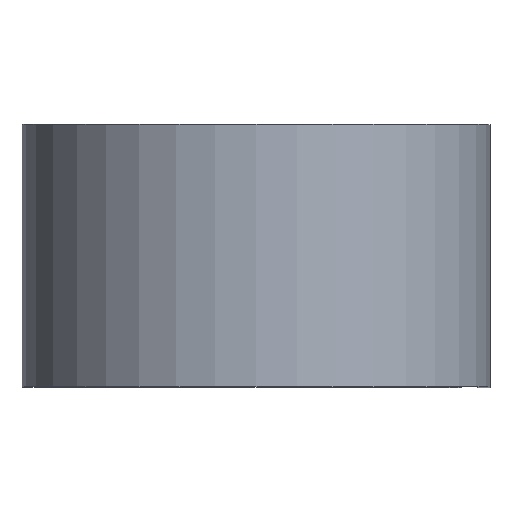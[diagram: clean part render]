
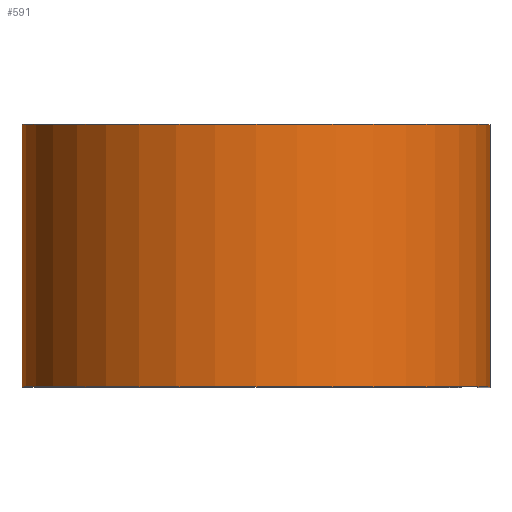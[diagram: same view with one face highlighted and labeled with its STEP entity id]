
A CAD part, top view. The second image highlights one B-rep face of the part: STEP entity #591.
In plain terms, the highlighted cylindrical face has radius 22.644 mm (diameter 45.288 mm), a partial arc.
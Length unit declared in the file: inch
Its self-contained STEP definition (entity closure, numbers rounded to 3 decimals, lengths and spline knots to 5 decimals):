
#11 = AXIS2_PLACEMENT_3D ( 'NONE', #225, #229, #231 ) ;
#15 = VERTEX_POINT ( 'NONE', #217 ) ;
#17 = ORIENTED_EDGE ( 'NONE', *, *, #354, .F. ) ;
#22 = DIRECTION ( 'NONE',  ( 0., -1., 0. ) ) ;
#29 = DIRECTION ( 'NONE',  ( 0., -1., 0. ) ) ;
#35 = VECTOR ( 'NONE', #29, 39.37008 ) ;
#62 = DIRECTION ( 'NONE',  ( 0., -1., 0. ) ) ;
#85 = CARTESIAN_POINT ( 'NONE',  ( 0.8915, 0.5, 0. ) ) ;
#173 = EDGE_CURVE ( 'NONE', #366, #424, #465, .T. ) ;
#191 = AXIS2_PLACEMENT_3D ( 'NONE', #204, #214, #248 ) ;
#193 = DIRECTION ( 'NONE',  ( 0., 0., -1. ) ) ;
#204 = CARTESIAN_POINT ( 'NONE',  ( 0., -0.5, 0. ) ) ;
#214 = DIRECTION ( 'NONE',  ( 0., 1., 0. ) ) ;
#217 = CARTESIAN_POINT ( 'NONE',  ( 0.8915, 0.5, 0. ) ) ;
#225 = CARTESIAN_POINT ( 'NONE',  ( 0., 0.5, 0. ) ) ;
#229 = DIRECTION ( 'NONE',  ( 0., 1., 0. ) ) ;
#231 = DIRECTION ( 'NONE',  ( 1., 0., 0. ) ) ;
#233 = AXIS2_PLACEMENT_3D ( 'NONE', #716, #62, #193 ) ;
#248 = DIRECTION ( 'NONE',  ( 1., 0., 0. ) ) ;
#271 = CARTESIAN_POINT ( 'NONE',  ( 0., -0.5, -0.8915 ) ) ;
#354 = EDGE_CURVE ( 'NONE', #551, #15, #615, .T. ) ;
#366 = VERTEX_POINT ( 'NONE', #271 ) ;
#424 = VERTEX_POINT ( 'NONE', #509 ) ;
#458 = EDGE_CURVE ( 'NONE', #551, #366, #655, .T. ) ;
#465 = CIRCLE ( 'NONE', #191, 0.8915 ) ;
#486 = ORIENTED_EDGE ( 'NONE', *, *, #727, .F. ) ;
#491 = EDGE_LOOP ( 'NONE', ( #605, #486, #17, #578 ) ) ;
#509 = CARTESIAN_POINT ( 'NONE',  ( 0.8915, -0.5, 0. ) ) ;
#519 = CARTESIAN_POINT ( 'NONE',  ( 0., 0.5, -0.8915 ) ) ;
#529 = CARTESIAN_POINT ( 'NONE',  ( 0., 0.5, -0.8915 ) ) ;
#534 = LINE ( 'NONE', #85, #35 ) ;
#551 = VERTEX_POINT ( 'NONE', #529 ) ;
#578 = ORIENTED_EDGE ( 'NONE', *, *, #458, .T. ) ;
#591 = ADVANCED_FACE ( 'NONE', ( #688 ), #722, .T. ) ;
#605 = ORIENTED_EDGE ( 'NONE', *, *, #173, .T. ) ;
#615 = CIRCLE ( 'NONE', #11, 0.8915 ) ;
#647 = VECTOR ( 'NONE', #22, 39.37008 ) ;
#655 = LINE ( 'NONE', #519, #647 ) ;
#688 = FACE_OUTER_BOUND ( 'NONE', #491, .T. ) ;
#716 = CARTESIAN_POINT ( 'NONE',  ( 0., 0.5, 0. ) ) ;
#722 = CYLINDRICAL_SURFACE ( 'NONE', #233, 0.8915 ) ;
#727 = EDGE_CURVE ( 'NONE', #15, #424, #534, .T. ) ;
